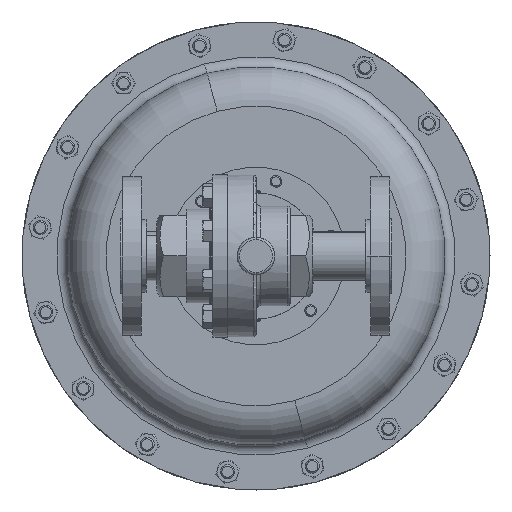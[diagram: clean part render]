
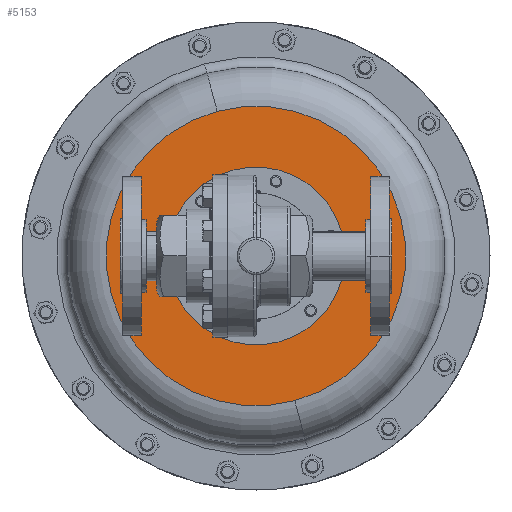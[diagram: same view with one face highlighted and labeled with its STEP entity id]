
A CAD part, front view. The second image highlights one B-rep face of the part: STEP entity #5153.
In plain terms, the highlighted planar face has unit normal (0, -1, 0).
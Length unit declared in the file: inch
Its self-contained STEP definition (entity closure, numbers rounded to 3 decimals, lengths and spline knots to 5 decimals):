
#290 = VERTEX_POINT ( 'NONE', #3333 ) ;
#1037 = ORIENTED_EDGE ( 'NONE', *, *, #33643, .F. ) ;
#1583 = CARTESIAN_POINT ( 'NONE',  ( 1.52663, 9.93332, 4.03194 ) ) ;
#3333 = CARTESIAN_POINT ( 'NONE',  ( 2.56191, 9.93332, 0.16824 ) ) ;
#3433 = DIRECTION ( 'NONE',  ( 0., 1., 0. ) ) ;
#4577 = DIRECTION ( 'NONE',  ( 0.707, 0., 0.707 ) ) ;
#4735 = VERTEX_POINT ( 'NONE', #38065 ) ;
#5153 = ADVANCED_FACE ( 'NONE', ( #13095, #36726 ), #35226, .T. ) ;
#5286 = DIRECTION ( 'NONE',  ( 0., 1., 0. ) ) ;
#5610 = ORIENTED_EDGE ( 'NONE', *, *, #30965, .T. ) ;
#10935 = CARTESIAN_POINT ( 'NONE',  ( 0.49135, 9.93332, 7.89565 ) ) ;
#13095 = FACE_OUTER_BOUND ( 'NONE', #27823, .T. ) ;
#14210 = AXIS2_PLACEMENT_3D ( 'NONE', #1583, #22278, #4577 ) ;
#14436 = ORIENTED_EDGE ( 'NONE', *, *, #32419, .T. ) ;
#15344 = AXIS2_PLACEMENT_3D ( 'NONE', #32262, #38194, #20430 ) ;
#15634 = AXIS2_PLACEMENT_3D ( 'NONE', #21122, #3433, #24109 ) ;
#16266 = DIRECTION ( 'NONE',  ( 0., 1., 0. ) ) ;
#20430 = DIRECTION ( 'NONE',  ( 0.259, 0., -0.966 ) ) ;
#20588 = VERTEX_POINT ( 'NONE', #10935 ) ;
#21122 = CARTESIAN_POINT ( 'NONE',  ( 1.52663, 9.93332, 4.03194 ) ) ;
#21327 = ORIENTED_EDGE ( 'NONE', *, *, #27437, .F. ) ;
#21946 = AXIS2_PLACEMENT_3D ( 'NONE', #34040, #16266, #36994 ) ;
#22278 = DIRECTION ( 'NONE',  ( 0., 1., 0. ) ) ;
#22989 = CIRCLE ( 'NONE', #21946, 2.375 ) ;
#23001 = CARTESIAN_POINT ( 'NONE',  ( 1.52663, 9.93332, 4.03194 ) ) ;
#24109 = DIRECTION ( 'NONE',  ( -0.259, 0., 0.966 ) ) ;
#25979 = DIRECTION ( 'NONE',  ( -0.259, 0., 0.966 ) ) ;
#26295 = CIRCLE ( 'NONE', #14210, 2.375 ) ;
#27437 = EDGE_CURVE ( 'NONE', #290, #20588, #27867, .T. ) ;
#27823 = EDGE_LOOP ( 'NONE', ( #1037, #21327 ) ) ;
#27867 = CIRCLE ( 'NONE', #15634, 4. ) ;
#29804 = CIRCLE ( 'NONE', #35643, 4. ) ;
#30965 = EDGE_CURVE ( 'NONE', #4735, #33123, #26295, .T. ) ;
#32262 = CARTESIAN_POINT ( 'NONE',  ( 5.39033, 9.93332, 5.06722 ) ) ;
#32419 = EDGE_CURVE ( 'NONE', #33123, #4735, #22989, .T. ) ;
#32637 = EDGE_LOOP ( 'NONE', ( #5610, #14436 ) ) ;
#33123 = VERTEX_POINT ( 'NONE', #34117 ) ;
#33643 = EDGE_CURVE ( 'NONE', #20588, #290, #29804, .T. ) ;
#34040 = CARTESIAN_POINT ( 'NONE',  ( 1.52663, 9.93332, 4.03194 ) ) ;
#34117 = CARTESIAN_POINT ( 'NONE',  ( 3.20601, 9.93332, 5.71132 ) ) ;
#35226 = PLANE ( 'NONE',  #15344 ) ;
#35643 = AXIS2_PLACEMENT_3D ( 'NONE', #23001, #5286, #25979 ) ;
#36726 = FACE_BOUND ( 'NONE', #32637, .T. ) ;
#36994 = DIRECTION ( 'NONE',  ( 0.707, 0., 0.707 ) ) ;
#38065 = CARTESIAN_POINT ( 'NONE',  ( -0.15275, 9.93332, 2.35256 ) ) ;
#38194 = DIRECTION ( 'NONE',  ( 0., -1., 0. ) ) ;
